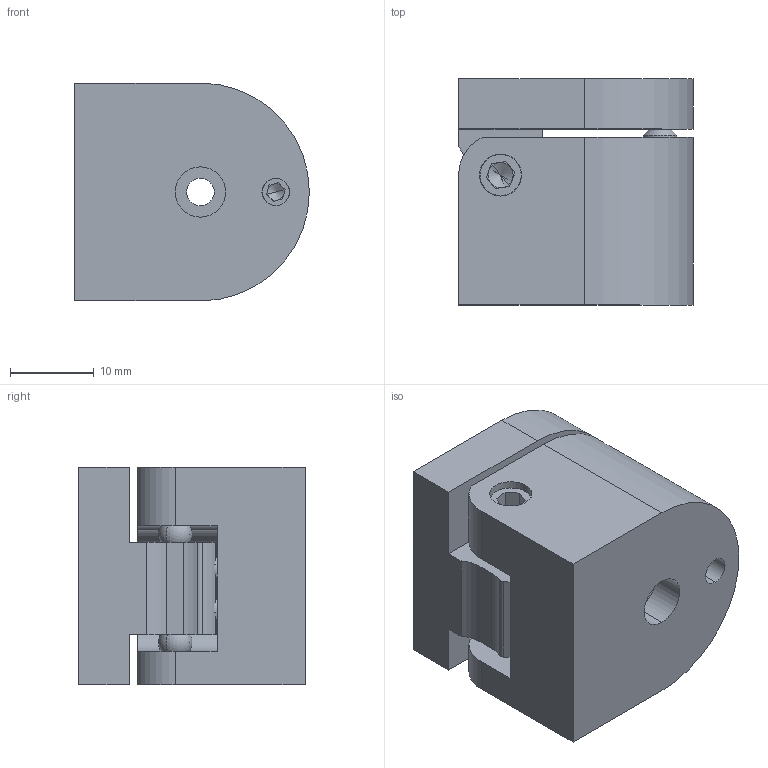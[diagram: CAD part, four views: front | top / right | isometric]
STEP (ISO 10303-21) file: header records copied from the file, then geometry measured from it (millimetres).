
FILE_DESCRIPTION (( 'STEP AP203' ), '1' );
FILE_NAME ('PHTP.STEP', '2022-07-25T05:37:19', ( '' ), ( '' ), 'SwSTEP 2.0', 'SolidWorks 2021', '' );
FILE_SCHEMA (( 'CONFIG_CONTROL_DESIGN' ));
Length unit declared in the file: millimetre
Products named in the file (1): PHTP
Bounding box: 28 x 27 x 26 mm (x, y, z)
Volume: 14528.4 mm3; surface area: 7650.9 mm2
Topology: 12 solids, 12 shells, 148 faces, 367 edges, 225 vertices
Faces by surface type: plane 65, cylinder 41, cone 30, sphere 8, bspline 4
Entity records: 7748 total; most frequent: CARTESIAN_POINT 4291, DIRECTION 743, ORIENTED_EDGE 658, EDGE_CURVE 329, AXIS2_PLACEMENT_3D 281, VERTEX_POINT 213, LINE 181, VECTOR 181
